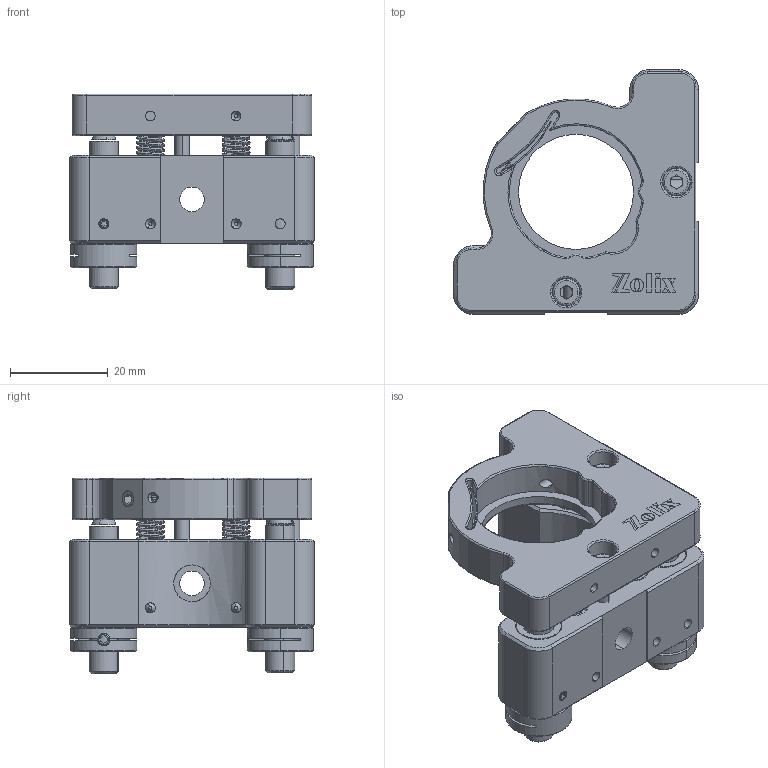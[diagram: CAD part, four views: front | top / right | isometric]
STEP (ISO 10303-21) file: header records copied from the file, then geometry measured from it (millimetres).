
FILE_DESCRIPTION (( 'STEP AP203' ), '1' );
FILE_NAME ('OMUS25.4-0.STEP', '2018-12-07T08:30:17', ( '' ), ( '' ), 'SwSTEP 2.0', 'SolidWorks 2016', '' );
FILE_SCHEMA (( 'CONFIG_CONTROL_DESIGN' ));
Length unit declared in the file: millimetre
Products named in the file (1): OMUS25.4-0
Bounding box: 50 x 50 x 40 mm (x, y, z)
Surface area: 21802.3 mm2 (no closed solid volume)
Topology: 0 solids, 46 shells, 533 faces, 1639 edges, 1128 vertices
Faces by surface type: cylinder 190, plane 174, cone 87, torus 68, bspline 8, sphere 6
Entity records: 42579 total; most frequent: CARTESIAN_POINT 27793, DIRECTION 3171, ORIENTED_EDGE 2742, EDGE_CURVE 1637, AXIS2_PLACEMENT_3D 1128, VERTEX_POINT 1128, VECTOR 915, LINE 915
